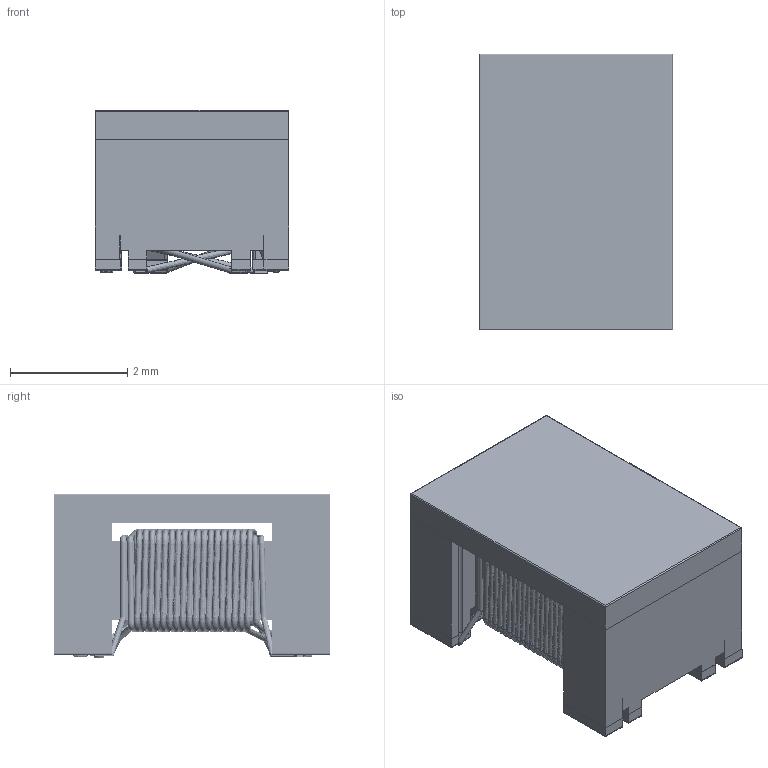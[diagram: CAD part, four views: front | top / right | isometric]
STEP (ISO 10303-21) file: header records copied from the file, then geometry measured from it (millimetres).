
FILE_DESCRIPTION(/* description */ ('Unknown'),/* implementation_level */ '2;1');
FILE_NAME(/* name */ 'TXF453229-7P(更新)',/* time_stamp */ '2021-07-10T13:59:24+08:00',/* author */ ('Unknown'),/* organization */ ('Unknown'),/* preprocessor_version */ 'ST-DEVELOPER v16.7',/* originating_system */ 'DEX',/* authorisation */ $);
FILE_SCHEMA (('AUTOMOTIVE_DESIGN { 1 0 10303 214 3 1 1 }','AUTOMOTIVE_DESIGN {1 0 10303 214 3 1 1}'));
Length unit declared in the file: millimetre
Products named in the file (1): TXF453229-7P(新)
Bounding box: 3.3 x 4.72 x 2.8 mm (x, y, z)
Volume: 31.2 mm3; surface area: 220.8 mm2
Topology: 46 solids, 47 shells, 718 faces, 1490 edges, 862 vertices
Faces by surface type: bspline 354, plane 245, cylinder 106, torus 12, sphere 1
Entity records: 30291 total; most frequent: CARTESIAN_POINT 17265, DIRECTION 2325, ORIENTED_EDGE 2248, EDGE_CURVE 1124, FACE_BOUND 1066, EDGE_LOOP 1065, AXIS2_PLACEMENT_3D 916, VERTEX_POINT 850
